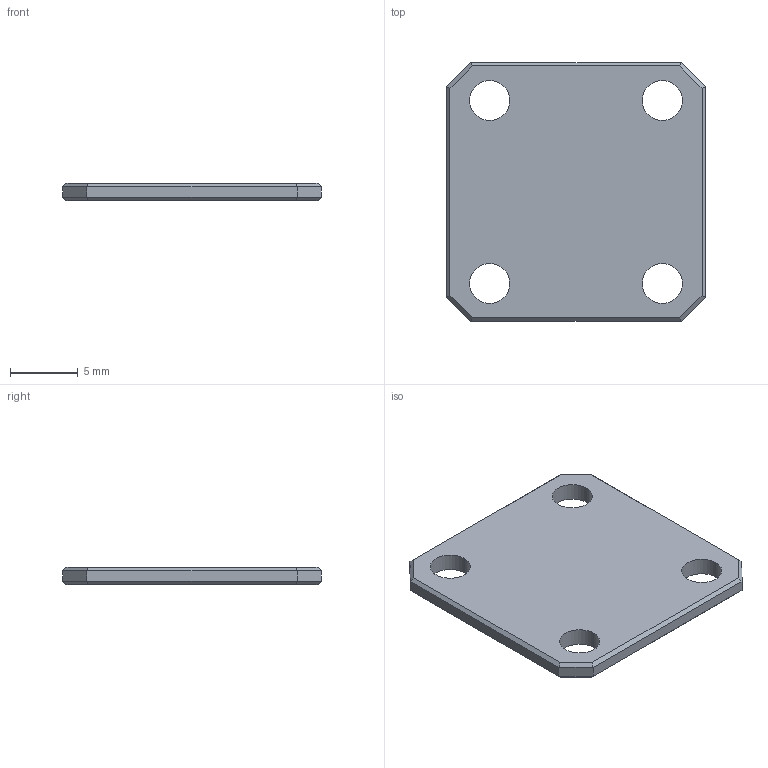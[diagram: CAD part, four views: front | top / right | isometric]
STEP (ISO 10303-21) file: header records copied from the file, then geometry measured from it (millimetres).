
FILE_DESCRIPTION (( 'STEP AP203' ), '1' );
FILE_NAME ('WF-BA-C-2.STEP', '2024-08-09T19:55:58', ( '' ), ( '' ), 'SwSTEP 2.0', 'SolidWorks 2021', '' );
FILE_SCHEMA (( 'CONFIG_CONTROL_DESIGN' ));
Length unit declared in the file: inch
Products named in the file (1): WF-BA-C-2
Bounding box: 19.05 x 19.05 x 1.3 mm (x, y, z)
Volume: 423.5 mm3; surface area: 778.8 mm2
Topology: 1 solids, 1 shells, 34 faces, 80 edges, 48 vertices
Faces by surface type: plane 26, cylinder 8
Entity records: 1047 total; most frequent: DIRECTION 166, CARTESIAN_POINT 163, ORIENTED_EDGE 160, EDGE_CURVE 80, LINE 64, VECTOR 64, AXIS2_PLACEMENT_3D 51, VERTEX_POINT 48
